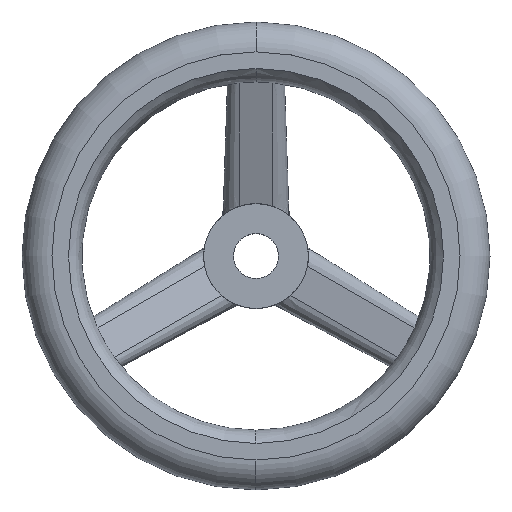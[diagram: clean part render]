
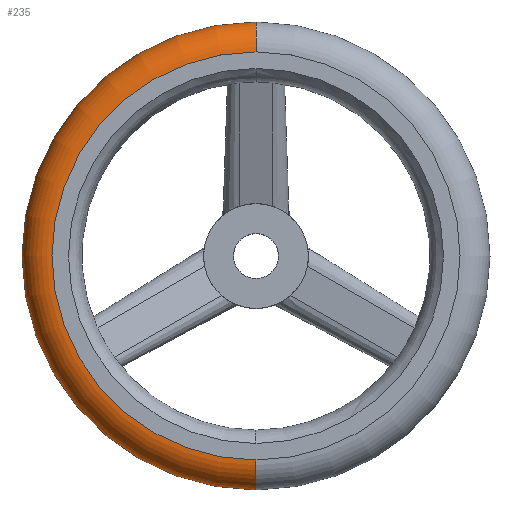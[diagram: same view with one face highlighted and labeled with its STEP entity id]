
A CAD part, top view. The second image highlights one B-rep face of the part: STEP entity #235.
In plain terms, the highlighted toroidal (fillet/blend) face has major radius 54.5 mm and minor radius 8 mm.
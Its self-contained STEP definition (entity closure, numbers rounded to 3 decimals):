
#235=ADVANCED_FACE('',(#621),#622,.T.);
#237=VERTEX_POINT('',#624);
#293=VERTEX_POINT('',#687);
#303=EDGE_CURVE('',#237,#523,#697,.T.);
#359=EDGE_CURVE('',#569,#523,#759,.T.);
#379=EDGE_CURVE('',#237,#293,#781,.T.);
#393=EDGE_CURVE('',#569,#293,#795,.T.);
#523=VERTEX_POINT('',#936);
#569=VERTEX_POINT('',#989);
#621=FACE_OUTER_BOUND('',#1126,.T.);
#622=TOROIDAL_SURFACE('',#1127,54.5,8.0);
#624=CARTESIAN_POINT('',(0.,-54.5,36.0));
#687=CARTESIAN_POINT('',(0.,54.5,36.0));
#697=CIRCLE('',#1278,8.0);
#759=CIRCLE('',#1413,62.5);
#781=CIRCLE('',#1521,54.5);
#795=CIRCLE('',#1575,8.0);
#936=CARTESIAN_POINT('',(0.,-62.5,28.0));
#989=CARTESIAN_POINT('',(0.,62.5,28.0));
#1126=EDGE_LOOP('',(#2105,#2106,#2107,#2108));
#1127=AXIS2_PLACEMENT_3D('',#2109,#2110,#2111);
#1278=AXIS2_PLACEMENT_3D('',#2188,#2189,#2190);
#1413=AXIS2_PLACEMENT_3D('',#2265,#2266,#2267);
#1521=AXIS2_PLACEMENT_3D('',#2293,#2294,#2295);
#1575=AXIS2_PLACEMENT_3D('',#2303,#2304,#2305);
#2105=ORIENTED_EDGE('',*,*,#359,.T.);
#2106=ORIENTED_EDGE('',*,*,#303,.F.);
#2107=ORIENTED_EDGE('',*,*,#379,.T.);
#2108=ORIENTED_EDGE('',*,*,#393,.F.);
#2109=CARTESIAN_POINT('',(0.,0.,28.0));
#2110=DIRECTION('',(0.,0.,1.0));
#2111=DIRECTION('',(0.,1.0,0.0));
#2188=CARTESIAN_POINT('',(0.,-54.5,28.0));
#2189=DIRECTION('',(1.0,0.,0.));
#2190=DIRECTION('',(0.,-1.0,0.));
#2265=CARTESIAN_POINT('',(0.,0.,28.0));
#2266=DIRECTION('',(0.,0.,1.0));
#2267=DIRECTION('',(1.0,0.0,0.));
#2293=CARTESIAN_POINT('',(0.,0.,36.0));
#2294=DIRECTION('',(0.,0.,-1.0));
#2295=DIRECTION('',(0.,1.0,0.));
#2303=CARTESIAN_POINT('',(0.,54.5,28.0));
#2304=DIRECTION('',(1.0,0.,0.));
#2305=DIRECTION('',(0.,1.0,0.));
